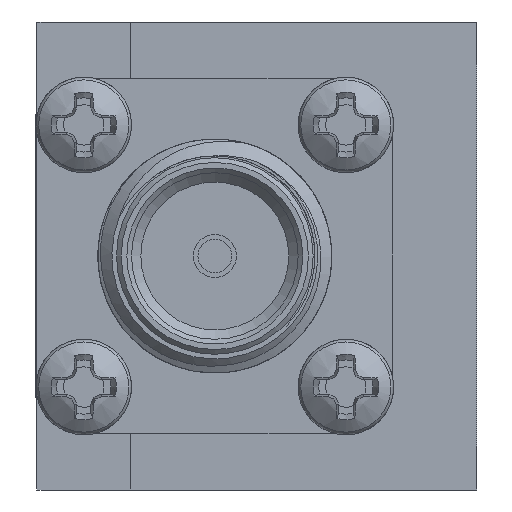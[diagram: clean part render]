
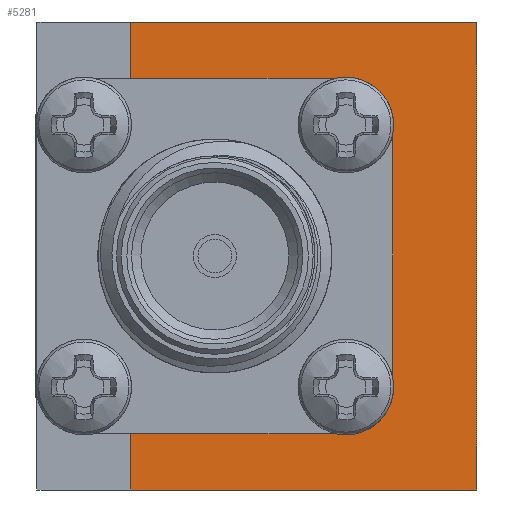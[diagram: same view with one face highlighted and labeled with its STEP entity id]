
A CAD part, left-side view. The second image highlights one B-rep face of the part: STEP entity #5281.
In plain terms, the highlighted planar face has unit normal (-1, 0, 0).
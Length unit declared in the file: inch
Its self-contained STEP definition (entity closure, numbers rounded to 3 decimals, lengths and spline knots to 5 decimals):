
#187 = VECTOR ( 'NONE', #6109, 39.37008 ) ;
#736 = CARTESIAN_POINT ( 'NONE',  ( -0.925, -0.095, -0.19 ) ) ;
#988 = CIRCLE ( 'NONE', #10537, 0.05 ) ;
#999 = EDGE_CURVE ( 'NONE', #2787, #9322, #7889, .T. ) ;
#1030 = EDGE_LOOP ( 'NONE', ( #6994, #6214, #1331, #6405, #11677, #4443, #3945, #8710, #7156, #4544 ) ) ;
#1083 = CARTESIAN_POINT ( 'NONE',  ( -0.925, 0.135, -0.19 ) ) ;
#1179 = VECTOR ( 'NONE', #9848, 39.37008 ) ;
#1228 = VERTEX_POINT ( 'NONE', #5902 ) ;
#1331 = ORIENTED_EDGE ( 'NONE', *, *, #9447, .F. ) ;
#1601 = VECTOR ( 'NONE', #8836, 39.37008 ) ;
#1742 = DIRECTION ( 'NONE',  ( 0., 0., -1. ) ) ;
#1824 = CARTESIAN_POINT ( 'NONE',  ( -0.925, -0.095, -0.14 ) ) ;
#2066 = DIRECTION ( 'NONE',  ( 0., 0., 1. ) ) ;
#2231 = VERTEX_POINT ( 'NONE', #8063 ) ;
#2272 = AXIS2_PLACEMENT_3D ( 'NONE', #9811, #9738, #8926 ) ;
#2419 = CARTESIAN_POINT ( 'NONE',  ( -0.925, 0.235, 0.25 ) ) ;
#2635 = EDGE_CURVE ( 'NONE', #8506, #8071, #8031, .T. ) ;
#2787 = VERTEX_POINT ( 'NONE', #3641 ) ;
#3113 = CARTESIAN_POINT ( 'NONE',  ( -0.925, 0.235, 0.25 ) ) ;
#3131 = EDGE_CURVE ( 'NONE', #7819, #1228, #6031, .T. ) ;
#3178 = EDGE_CURVE ( 'NONE', #7204, #6880, #8870, .T. ) ;
#3549 = LINE ( 'NONE', #9503, #9838 ) ;
#3556 = EDGE_CURVE ( 'NONE', #11759, #6880, #988, .T. ) ;
#3641 = CARTESIAN_POINT ( 'NONE',  ( -0.925, -0.095, 0.19 ) ) ;
#3837 = LINE ( 'NONE', #8294, #6285 ) ;
#3884 = EDGE_CURVE ( 'NONE', #7819, #7204, #7582, .T. ) ;
#3945 = ORIENTED_EDGE ( 'NONE', *, *, #3131, .T. ) ;
#4116 = DIRECTION ( 'NONE',  ( 1., 0., 0. ) ) ;
#4195 = CARTESIAN_POINT ( 'NONE',  ( -0.925, 0.135, 0.25 ) ) ;
#4385 = EDGE_CURVE ( 'NONE', #1228, #2231, #3549, .T. ) ;
#4443 = ORIENTED_EDGE ( 'NONE', *, *, #3884, .F. ) ;
#4544 = ORIENTED_EDGE ( 'NONE', *, *, #2635, .F. ) ;
#4823 = EDGE_CURVE ( 'NONE', #8071, #2231, #8057, .T. ) ;
#5247 = LINE ( 'NONE', #9840, #9802 ) ;
#5281 = ADVANCED_FACE ( 'NONE', ( #10889 ), #8483, .F. ) ;
#5624 = VECTOR ( 'NONE', #10563, 39.37008 ) ;
#5902 = CARTESIAN_POINT ( 'NONE',  ( -0.925, -0.235, -0.25 ) ) ;
#5918 = DIRECTION ( 'NONE',  ( 0., 0., 1. ) ) ;
#6031 = LINE ( 'NONE', #11626, #187 ) ;
#6109 = DIRECTION ( 'NONE',  ( 0., -1., 0. ) ) ;
#6214 = ORIENTED_EDGE ( 'NONE', *, *, #999, .T. ) ;
#6285 = VECTOR ( 'NONE', #10180, 39.37008 ) ;
#6405 = ORIENTED_EDGE ( 'NONE', *, *, #3556, .T. ) ;
#6880 = VERTEX_POINT ( 'NONE', #736 ) ;
#6994 = ORIENTED_EDGE ( 'NONE', *, *, #7585, .F. ) ;
#7147 = CARTESIAN_POINT ( 'NONE',  ( -0.925, -0.145, -0.19 ) ) ;
#7156 = ORIENTED_EDGE ( 'NONE', *, *, #4823, .F. ) ;
#7164 = VECTOR ( 'NONE', #2066, 39.37008 ) ;
#7204 = VERTEX_POINT ( 'NONE', #1083 ) ;
#7217 = DIRECTION ( 'NONE',  ( 1., 0., 0. ) ) ;
#7426 = AXIS2_PLACEMENT_3D ( 'NONE', #3113, #4116, #8703 ) ;
#7580 = CARTESIAN_POINT ( 'NONE',  ( -0.925, 0.135, 0.25 ) ) ;
#7582 = LINE ( 'NONE', #7580, #7164 ) ;
#7585 = EDGE_CURVE ( 'NONE', #2787, #8506, #5247, .T. ) ;
#7819 = VERTEX_POINT ( 'NONE', #8582 ) ;
#7889 = CIRCLE ( 'NONE', #2272, 0.05 ) ;
#8031 = LINE ( 'NONE', #8888, #1179 ) ;
#8057 = LINE ( 'NONE', #2419, #5624 ) ;
#8063 = CARTESIAN_POINT ( 'NONE',  ( -0.925, -0.235, 0.25 ) ) ;
#8071 = VERTEX_POINT ( 'NONE', #4195 ) ;
#8294 = CARTESIAN_POINT ( 'NONE',  ( -0.925, -0.145, -0.19 ) ) ;
#8483 = PLANE ( 'NONE',  #7426 ) ;
#8506 = VERTEX_POINT ( 'NONE', #10452 ) ;
#8582 = CARTESIAN_POINT ( 'NONE',  ( -0.925, 0.135, -0.25 ) ) ;
#8703 = DIRECTION ( 'NONE',  ( 0., 0., -1. ) ) ;
#8710 = ORIENTED_EDGE ( 'NONE', *, *, #4385, .T. ) ;
#8836 = DIRECTION ( 'NONE',  ( 0., -1., 0. ) ) ;
#8870 = LINE ( 'NONE', #7147, #1601 ) ;
#8888 = CARTESIAN_POINT ( 'NONE',  ( -0.925, 0.135, 0.25 ) ) ;
#8926 = DIRECTION ( 'NONE',  ( 0., 0., -1. ) ) ;
#9322 = VERTEX_POINT ( 'NONE', #10123 ) ;
#9447 = EDGE_CURVE ( 'NONE', #11759, #9322, #3837, .T. ) ;
#9503 = CARTESIAN_POINT ( 'NONE',  ( -0.925, -0.235, 0.25 ) ) ;
#9738 = DIRECTION ( 'NONE',  ( 1., 0., 0. ) ) ;
#9766 = DIRECTION ( 'NONE',  ( 0., 1., 0. ) ) ;
#9802 = VECTOR ( 'NONE', #9766, 39.37008 ) ;
#9811 = CARTESIAN_POINT ( 'NONE',  ( -0.925, -0.095, 0.14 ) ) ;
#9838 = VECTOR ( 'NONE', #5918, 39.37008 ) ;
#9840 = CARTESIAN_POINT ( 'NONE',  ( -0.925, -0.145, 0.19 ) ) ;
#9848 = DIRECTION ( 'NONE',  ( 0., 0., 1. ) ) ;
#10123 = CARTESIAN_POINT ( 'NONE',  ( -0.925, -0.145, 0.14 ) ) ;
#10180 = DIRECTION ( 'NONE',  ( 0., 0., 1. ) ) ;
#10452 = CARTESIAN_POINT ( 'NONE',  ( -0.925, 0.135, 0.19 ) ) ;
#10537 = AXIS2_PLACEMENT_3D ( 'NONE', #1824, #7217, #1742 ) ;
#10563 = DIRECTION ( 'NONE',  ( 0., -1., 0. ) ) ;
#10889 = FACE_OUTER_BOUND ( 'NONE', #1030, .T. ) ;
#11006 = CARTESIAN_POINT ( 'NONE',  ( -0.925, -0.145, -0.14 ) ) ;
#11626 = CARTESIAN_POINT ( 'NONE',  ( -0.925, 0.235, -0.25 ) ) ;
#11677 = ORIENTED_EDGE ( 'NONE', *, *, #3178, .F. ) ;
#11759 = VERTEX_POINT ( 'NONE', #11006 ) ;
